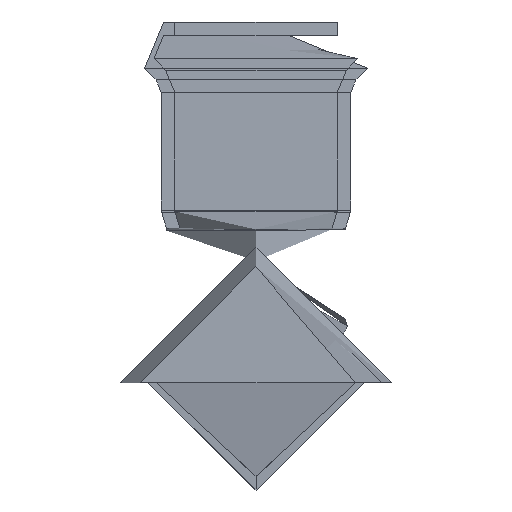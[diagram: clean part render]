
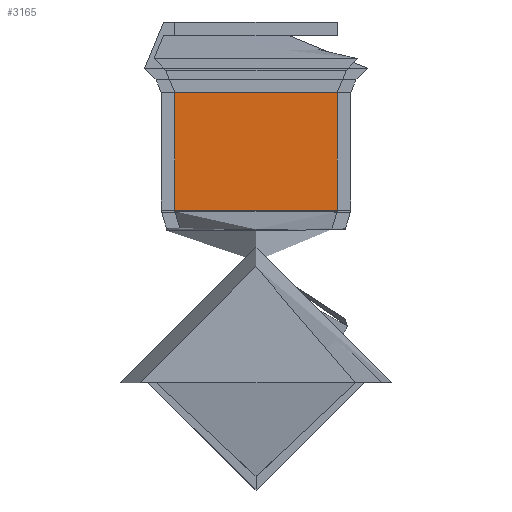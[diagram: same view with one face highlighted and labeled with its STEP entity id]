
A CAD part, left-side view. The second image highlights one B-rep face of the part: STEP entity #3165.
In plain terms, the highlighted free-form (B-spline) face has degree [1, 2] with [2, 9] control points.
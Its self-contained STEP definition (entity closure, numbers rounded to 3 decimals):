
#3120 = VERTEX_POINT('',#3121);
#3121 = CARTESIAN_POINT('',(21.,-9.,0.));
#3126 = EDGE_CURVE('',#3127,#3120,#3129,.T.);
#3127 = VERTEX_POINT('',#3128);
#3128 = CARTESIAN_POINT('',(21.,9.,0.));
#3129 = ( BOUNDED_CURVE() B_SPLINE_CURVE(2,(#3130,#3131,#3132,#3133,
#3134),.UNSPECIFIED.,.F.,.F.) B_SPLINE_CURVE_WITH_KNOTS((3,2,3),(0.,
1.571,3.142),.UNSPECIFIED.) CURVE() 
GEOMETRIC_REPRESENTATION_ITEM() RATIONAL_B_SPLINE_CURVE((1.,
0.707,1.,0.707,1.)) REPRESENTATION_ITEM('') );
#3130 = CARTESIAN_POINT('',(21.,9.,0.));
#3131 = CARTESIAN_POINT('',(21.,9.,9.));
#3132 = CARTESIAN_POINT('',(21.,0.,9.));
#3133 = CARTESIAN_POINT('',(21.,-9.,9.));
#3134 = CARTESIAN_POINT('',(21.,-9.,0.));
#3136 = EDGE_CURVE('',#3120,#3127,#3137,.T.);
#3137 = ( BOUNDED_CURVE() B_SPLINE_CURVE(2,(#3138,#3139,#3140,#3141,
#3142),.UNSPECIFIED.,.F.,.F.) B_SPLINE_CURVE_WITH_KNOTS((3,2,3),(
    3.142,4.712,6.283),
.PIECEWISE_BEZIER_KNOTS.) CURVE() GEOMETRIC_REPRESENTATION_ITEM() 
RATIONAL_B_SPLINE_CURVE((1.,0.707,1.,0.707,1.)) 
REPRESENTATION_ITEM('') );
#3138 = CARTESIAN_POINT('',(21.,-9.,0.));
#3139 = CARTESIAN_POINT('',(21.,-9.,-9.));
#3140 = CARTESIAN_POINT('',(21.,0.,-9.));
#3141 = CARTESIAN_POINT('',(21.,9.,-9.));
#3142 = CARTESIAN_POINT('',(21.,9.,0.));
#3165 = ADVANCED_FACE('',(#3166),#3202,.T.);
#3166 = FACE_BOUND('',#3167,.T.);
#3167 = EDGE_LOOP('',(#3168,#3169,#3176,#3184,#3192,#3200,#3201));
#3168 = ORIENTED_EDGE('',*,*,#3126,.T.);
#3169 = ORIENTED_EDGE('',*,*,#3170,.T.);
#3170 = EDGE_CURVE('',#3120,#3171,#3173,.T.);
#3171 = VERTEX_POINT('',#3172);
#3172 = CARTESIAN_POINT('',(7.821,-9.,0.));
#3173 = B_SPLINE_CURVE_WITH_KNOTS('',1,(#3174,#3175),.UNSPECIFIED.,.F.,
  .F.,(2,2),(-0.732,0.732),.PIECEWISE_BEZIER_KNOTS.);
#3174 = CARTESIAN_POINT('',(21.,-9.,0.));
#3175 = CARTESIAN_POINT('',(7.821,-9.,0.));
#3176 = ORIENTED_EDGE('',*,*,#3177,.F.);
#3177 = EDGE_CURVE('',#3178,#3171,#3180,.T.);
#3178 = VERTEX_POINT('',#3179);
#3179 = CARTESIAN_POINT('',(7.821,0.,9.));
#3180 = ( BOUNDED_CURVE() B_SPLINE_CURVE(2,(#3181,#3182,#3183),
.UNSPECIFIED.,.F.,.F.) B_SPLINE_CURVE_WITH_KNOTS((3,3),(1.571,
3.142),.PIECEWISE_BEZIER_KNOTS.) CURVE() 
GEOMETRIC_REPRESENTATION_ITEM() RATIONAL_B_SPLINE_CURVE((1.,
0.707,1.)) REPRESENTATION_ITEM('') );
#3181 = CARTESIAN_POINT('',(7.821,0.,9.));
#3182 = CARTESIAN_POINT('',(7.821,-9.,9.));
#3183 = CARTESIAN_POINT('',(7.821,-9.,0.));
#3184 = ORIENTED_EDGE('',*,*,#3185,.F.);
#3185 = EDGE_CURVE('',#3186,#3178,#3188,.T.);
#3186 = VERTEX_POINT('',#3187);
#3187 = CARTESIAN_POINT('',(7.821,9.,0.));
#3188 = ( BOUNDED_CURVE() B_SPLINE_CURVE(2,(#3189,#3190,#3191),
.UNSPECIFIED.,.F.,.F.) B_SPLINE_CURVE_WITH_KNOTS((3,3),(0.,
1.571),.PIECEWISE_BEZIER_KNOTS.) CURVE() 
GEOMETRIC_REPRESENTATION_ITEM() RATIONAL_B_SPLINE_CURVE((1.,
0.707,1.)) REPRESENTATION_ITEM('') );
#3189 = CARTESIAN_POINT('',(7.821,9.,0.));
#3190 = CARTESIAN_POINT('',(7.821,9.,9.));
#3191 = CARTESIAN_POINT('',(7.821,0.,9.));
#3192 = ORIENTED_EDGE('',*,*,#3193,.F.);
#3193 = EDGE_CURVE('',#3171,#3186,#3194,.T.);
#3194 = ( BOUNDED_CURVE() B_SPLINE_CURVE(2,(#3195,#3196,#3197,#3198,
#3199),.UNSPECIFIED.,.F.,.F.) B_SPLINE_CURVE_WITH_KNOTS((3,2,3),(
    3.142,4.712,6.283),
.PIECEWISE_BEZIER_KNOTS.) CURVE() GEOMETRIC_REPRESENTATION_ITEM() 
RATIONAL_B_SPLINE_CURVE((1.,0.707,1.,0.707,1.)) 
REPRESENTATION_ITEM('') );
#3195 = CARTESIAN_POINT('',(7.821,-9.,0.));
#3196 = CARTESIAN_POINT('',(7.821,-9.,-9.));
#3197 = CARTESIAN_POINT('',(7.821,0.,-9.));
#3198 = CARTESIAN_POINT('',(7.821,9.,-9.));
#3199 = CARTESIAN_POINT('',(7.821,9.,0.));
#3200 = ORIENTED_EDGE('',*,*,#3170,.F.);
#3201 = ORIENTED_EDGE('',*,*,#3136,.T.);
#3202 = ( BOUNDED_SURFACE() B_SPLINE_SURFACE(1,2,(
    (#3203,#3204,#3205,#3206,#3207,#3208,#3209,#3210,#3211)
    ,(#3212,#3213,#3214,#3215,#3216,#3217,#3218,#3219,#3220
)),.UNSPECIFIED.,.F.,.T.,.F.) B_SPLINE_SURFACE_WITH_KNOTS((2,2),(1,2,2,2
    ,2,2,1),(-0.732,0.732),(-4.712,
    -3.142,-1.571,0.,1.571,3.142,
4.712),.UNSPECIFIED.) GEOMETRIC_REPRESENTATION_ITEM() 
RATIONAL_B_SPLINE_SURFACE((
    (1.,0.707,1.,0.707,1.,0.707,1.
      ,0.707,1.)
    ,(1.,0.707,1.,0.707,1.,0.707,1.
,0.707,1.))) REPRESENTATION_ITEM('') SURFACE() );
#3203 = CARTESIAN_POINT('',(7.821,-9.,0.));
#3204 = CARTESIAN_POINT('',(7.821,-9.,-9.));
#3205 = CARTESIAN_POINT('',(7.821,0.,-9.));
#3206 = CARTESIAN_POINT('',(7.821,9.,-9.));
#3207 = CARTESIAN_POINT('',(7.821,9.,0.));
#3208 = CARTESIAN_POINT('',(7.821,9.,9.));
#3209 = CARTESIAN_POINT('',(7.821,0.,9.));
#3210 = CARTESIAN_POINT('',(7.821,-9.,9.));
#3211 = CARTESIAN_POINT('',(7.821,-9.,0.));
#3212 = CARTESIAN_POINT('',(21.,-9.,0.));
#3213 = CARTESIAN_POINT('',(21.,-9.,-9.));
#3214 = CARTESIAN_POINT('',(21.,0.,-9.));
#3215 = CARTESIAN_POINT('',(21.,9.,-9.));
#3216 = CARTESIAN_POINT('',(21.,9.,0.));
#3217 = CARTESIAN_POINT('',(21.,9.,9.));
#3218 = CARTESIAN_POINT('',(21.,0.,9.));
#3219 = CARTESIAN_POINT('',(21.,-9.,9.));
#3220 = CARTESIAN_POINT('',(21.,-9.,0.));
